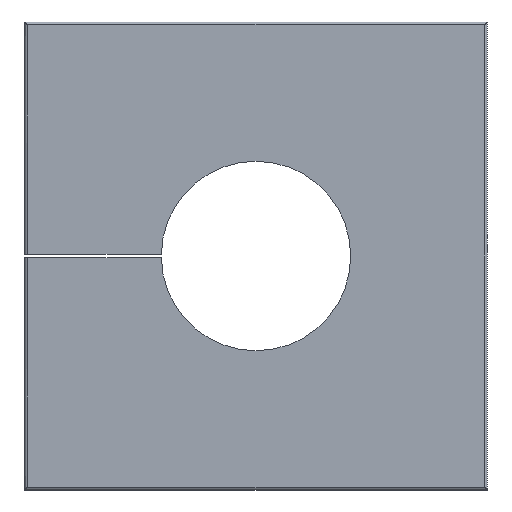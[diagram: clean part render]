
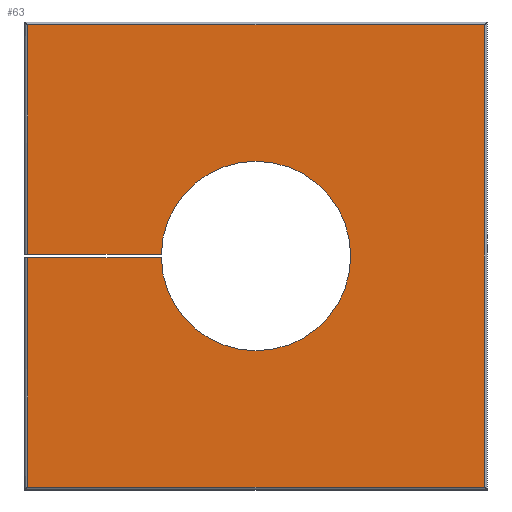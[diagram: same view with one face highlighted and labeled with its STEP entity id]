
A CAD part, front view. The second image highlights one B-rep face of the part: STEP entity #63.
In plain terms, the highlighted planar face has unit normal (0, -1, 0).
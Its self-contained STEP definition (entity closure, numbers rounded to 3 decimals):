
#63=ADVANCED_FACE('NONE',(#156),#157,.T.);
#156=FACE_OUTER_BOUND('',#309,.T.);
#157=PLANE('',#310);
#309=EDGE_LOOP('',(#571,#572,#573,#574,#575,#576,#577,#578,#579,#580));
#310=AXIS2_PLACEMENT_3D('',#581,#582,#583);
#571=ORIENTED_EDGE('',*,*,#1134,.F.);
#572=ORIENTED_EDGE('',*,*,#1135,.T.);
#573=ORIENTED_EDGE('',*,*,#1136,.T.);
#574=ORIENTED_EDGE('',*,*,#1137,.T.);
#575=ORIENTED_EDGE('',*,*,#1138,.T.);
#576=ORIENTED_EDGE('',*,*,#1139,.T.);
#577=ORIENTED_EDGE('',*,*,#1140,.T.);
#578=ORIENTED_EDGE('',*,*,#1141,.T.);
#579=ORIENTED_EDGE('',*,*,#1065,.T.);
#580=ORIENTED_EDGE('',*,*,#1061,.T.);
#581=CARTESIAN_POINT('',(-20.75,0.0,-21.0));
#582=DIRECTION('',(0.0,-1.0,0.0));
#583=DIRECTION('',(0.0,0.0,-1.0));
#1061=EDGE_CURVE('NONE',#1267,#1268,#1269,.T.);
#1065=EDGE_CURVE('NONE',#1275,#1267,#1276,.T.);
#1134=EDGE_CURVE('NONE',#1402,#1268,#1403,.T.);
#1135=EDGE_CURVE('NONE',#1402,#1404,#1405,.T.);
#1136=EDGE_CURVE('NONE',#1404,#1406,#1407,.T.);
#1137=EDGE_CURVE('NONE',#1406,#1408,#1409,.T.);
#1138=EDGE_CURVE('NONE',#1408,#1410,#1411,.T.);
#1139=EDGE_CURVE('NONE',#1410,#1412,#1413,.T.);
#1140=EDGE_CURVE('NONE',#1412,#1414,#1415,.T.);
#1141=EDGE_CURVE('NONE',#1414,#1275,#1416,.T.);
#1267=VERTEX_POINT('NONE',#1603);
#1268=VERTEX_POINT('NONE',#1604);
#1269=CIRCLE('',#1605,8.5);
#1275=VERTEX_POINT('NONE',#1613);
#1276=CIRCLE('',#1614,8.5);
#1402=VERTEX_POINT('NONE',#1807);
#1403=LINE('',#1808,#1809);
#1404=VERTEX_POINT('NONE',#1810);
#1405=LINE('',#1811,#1812);
#1406=VERTEX_POINT('NONE',#1813);
#1407=LINE('',#1814,#1815);
#1408=VERTEX_POINT('NONE',#1816);
#1409=LINE('',#1817,#1818);
#1410=VERTEX_POINT('NONE',#1819);
#1411=LINE('',#1820,#1821);
#1412=VERTEX_POINT('NONE',#1822);
#1413=LINE('',#1823,#1824);
#1414=VERTEX_POINT('NONE',#1825);
#1415=LINE('',#1826,#1827);
#1416=CIRCLE('',#1828,8.5);
#1603=CARTESIAN_POINT('',(0.,0.0,-8.5));
#1604=CARTESIAN_POINT('',(-8.499,0.0,-0.15));
#1605=AXIS2_PLACEMENT_3D('',#2195,#2196,#2197);
#1613=CARTESIAN_POINT('',(0.0,0.0,8.5));
#1614=AXIS2_PLACEMENT_3D('',#2203,#2204,#2205);
#1807=CARTESIAN_POINT('',(-20.5,0.0,-0.15));
#1808=CARTESIAN_POINT('',(-20.75,0.0,-0.15));
#1809=VECTOR('',#2276,1000.0);
#1810=CARTESIAN_POINT('',(-20.5,0.0,-20.75));
#1811=CARTESIAN_POINT('',(-20.5,0.0,-21.0));
#1812=VECTOR('',#2277,1000.0);
#1813=CARTESIAN_POINT('',(20.5,0.0,-20.75));
#1814=CARTESIAN_POINT('',(20.75,0.0,-20.75));
#1815=VECTOR('',#2278,1000.0);
#1816=CARTESIAN_POINT('',(20.5,0.0,20.75));
#1817=CARTESIAN_POINT('',(20.5,0.0,21.0));
#1818=VECTOR('',#2279,1000.0);
#1819=CARTESIAN_POINT('',(-20.5,0.0,20.75));
#1820=CARTESIAN_POINT('',(-20.75,0.0,20.75));
#1821=VECTOR('',#2280,1000.0);
#1822=CARTESIAN_POINT('',(-20.5,0.0,0.15));
#1823=CARTESIAN_POINT('',(-20.5,0.0,0.15));
#1824=VECTOR('',#2281,1000.0);
#1825=CARTESIAN_POINT('',(-8.499,0.0,0.15));
#1826=CARTESIAN_POINT('',(-20.75,0.0,0.15));
#1827=VECTOR('',#2282,1000.0);
#1828=AXIS2_PLACEMENT_3D('',#2283,#2284,#2285);
#2195=CARTESIAN_POINT('',(0.0,0.0,0.0));
#2196=DIRECTION('',(0.0,1.0,0.0));
#2197=DIRECTION('',(0.0,0.0,-1.0));
#2203=CARTESIAN_POINT('',(0.0,0.0,0.0));
#2204=DIRECTION('',(0.0,1.0,0.0));
#2205=DIRECTION('',(0.0,0.0,-1.0));
#2276=DIRECTION('',(1.0,0.0,0.0));
#2277=DIRECTION('',(-0.0,-0.0,-1.0));
#2278=DIRECTION('',(1.0,-0.0,-0.0));
#2279=DIRECTION('',(0.,-0.0,1.0));
#2280=DIRECTION('',(-1.0,-0.0,0.0));
#2281=DIRECTION('',(-0.0,-0.0,-1.0));
#2282=DIRECTION('',(1.0,0.0,0.0));
#2283=CARTESIAN_POINT('',(0.0,0.0,0.0));
#2284=DIRECTION('',(0.0,1.0,0.0));
#2285=DIRECTION('',(0.0,0.0,-1.0));
